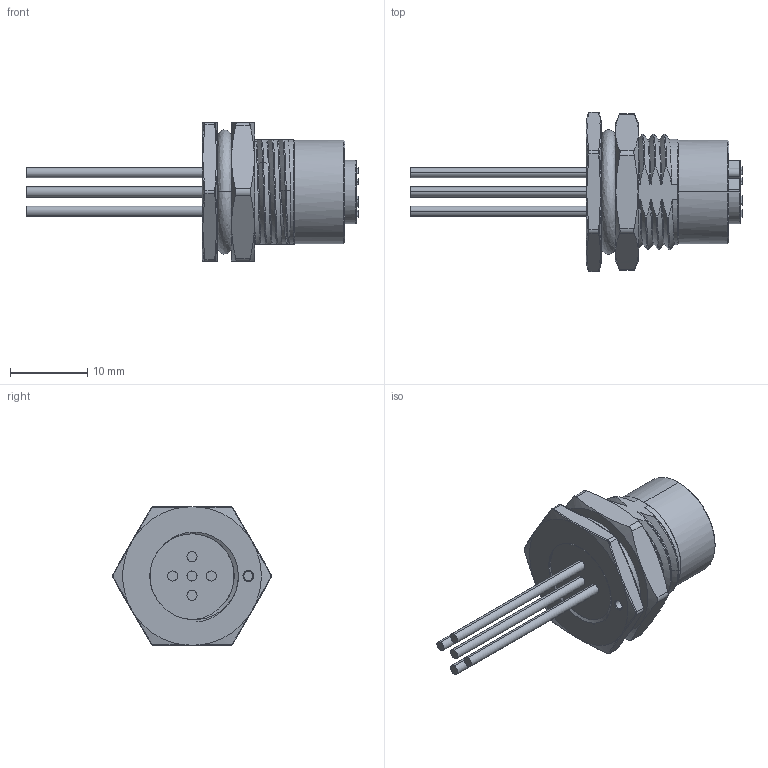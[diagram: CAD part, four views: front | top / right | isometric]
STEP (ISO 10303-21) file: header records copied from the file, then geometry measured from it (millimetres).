
FILE_DESCRIPTION (( 'STEP AP214' ), '1' );
FILE_NAME ('REC-M125BF-PG9F-L_3D.step', '2024-11-11T16:29:50', ( '' ), ( '' ), 'SwSTEP 2.0', 'SolidWorks 2022', '' );
FILE_SCHEMA (( 'AUTOMOTIVE_DESIGN' ));
Length unit declared in the file: inch
Products named in the file (1): REC-M125BF-PG9F-L_3D
Bounding box: 43 x 20.63 x 18 mm (x, y, z)
Volume: 3212.7 mm3; surface area: 3881.3 mm2
Topology: 1 solids, 1 shells, 622 faces, 1689 edges, 1088 vertices
Faces by surface type: bspline 204, cylinder 181, plane 172, cone 65
Entity records: 49822 total; most frequent: CARTESIAN_POINT 28444, ORIENTED_EDGE 3378, DIRECTION 1988, EDGE_CURVE 1689, VERTEX_POINT 1088, B_SPLINE_CURVE_WITH_KNOTS 779, AXIS2_PLACEMENT_3D 684, EDGE_LOOP 665
